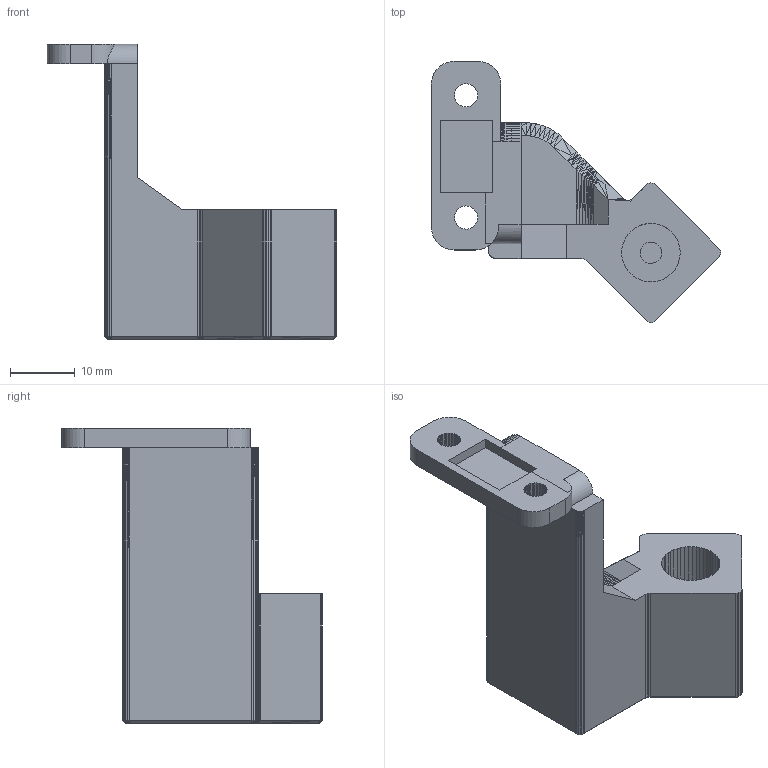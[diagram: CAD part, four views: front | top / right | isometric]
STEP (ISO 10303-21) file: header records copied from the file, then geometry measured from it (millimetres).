
FILE_DESCRIPTION(/* description */ (''),/* implementation_level */ '2;1');
FILE_NAME(/* name */ 'Z-Optical-Adjustable-Endstop.step',/* time_stamp */ '2022-09-23T06:49:37+03:00',/* author */ (''),/* organization */ (''),/* preprocessor_version */ 'ST-DEVELOPER v19',/* originating_system */ 'Autodesk Translation Framework v11.7.0.108',/* authorisation */ '');
FILE_SCHEMA (('AUTOMOTIVE_DESIGN { 1 0 10303 214 3 1 1 }'));
Length unit declared in the file: millimetre
Products named in the file (2): Z-Optical-Adjustable-Endstop; Z-Opt-Endstop-Arm-lng
Assembly tree (1 placements, depth 2):
  Z-Optical-Adjustable-Endstop
    Z-Opt-Endstop-Arm-lng
Bounding box: 44.57 x 40.15 x 45.5 mm (x, y, z)
Volume: 13664.9 mm3; surface area: 5802.6 mm2
Topology: 1 solids, 1 shells, 597 faces, 1384 edges, 792 vertices
Faces by surface type: plane 592, cylinder 5
Entity records: 16142 total; most frequent: CARTESIAN_POINT 2785, ORIENTED_EDGE 2768, DIRECTION 2595, EDGE_CURVE 1384, LINE 1371, VECTOR 1371, VERTEX_POINT 792, AXIS2_PLACEMENT_3D 612
